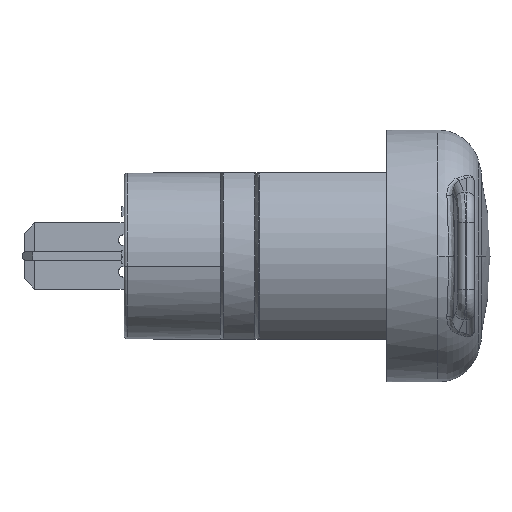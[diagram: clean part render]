
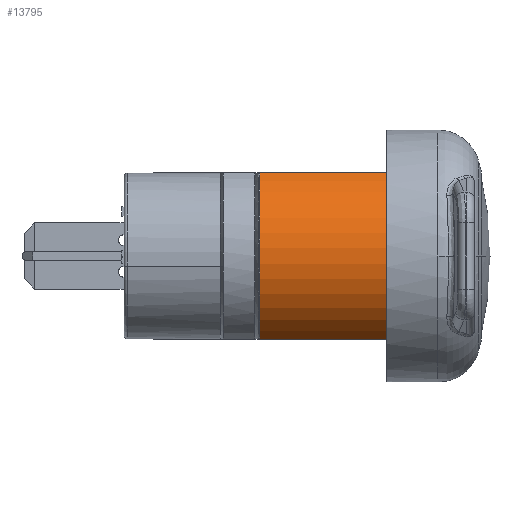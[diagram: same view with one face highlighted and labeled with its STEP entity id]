
A CAD part, left-side view. The second image highlights one B-rep face of the part: STEP entity #13795.
In plain terms, the highlighted cylindrical face has radius 9 mm (diameter 18 mm), a partial arc.
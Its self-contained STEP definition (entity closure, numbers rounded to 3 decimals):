
#63=DIRECTION('',(0.,-1.,0.));
#64=VECTOR('',#63,12.085);
#65=CARTESIAN_POINT('',(-4.312,16.085,-7.9));
#66=LINE('',#65,#64);
#5307=CARTESIAN_POINT('',(0.,4.,0.));
#5308=DIRECTION('',(0.,-1.,0.));
#5309=DIRECTION('',(-0.479,0.,0.878));
#5310=AXIS2_PLACEMENT_3D('',#5307,#5308,#5309);
#5327=CARTESIAN_POINT('',(-4.312,16.085,7.9));
#5329=CARTESIAN_POINT('',(0.,16.085,0.));
#5330=DIRECTION('',(0.,1.,0.));
#5331=DIRECTION('',(-0.479,0.,-0.878));
#5332=AXIS2_PLACEMENT_3D('',#5329,#5330,#5331);
#5534=DIRECTION('',(0.,1.,0.));
#5535=VECTOR('',#5534,12.085);
#5536=CARTESIAN_POINT('',(-4.312,4.,7.9));
#5537=LINE('',#5536,#5535);
#6196=VERTEX_POINT('',#5327);
#6197=CARTESIAN_POINT('',(-4.312,16.085,-7.9));
#6198=VERTEX_POINT('',#6197);
#6401=CARTESIAN_POINT('',(-4.312,4.,7.9));
#6402=CARTESIAN_POINT('',(-4.312,4.,-7.9));
#6403=VERTEX_POINT('',#6401);
#6404=VERTEX_POINT('',#6402);
#13782=CARTESIAN_POINT('',(0.,30.3,0.));
#13783=DIRECTION('',(0.,-1.,0.));
#13784=DIRECTION('',(-0.993,0.,-0.122));
#13785=AXIS2_PLACEMENT_3D('',#13782,#13783,#13784);
#13786=CYLINDRICAL_SURFACE('',#13785,9.);
#13787=ORIENTED_EDGE('',*,*,#6934,.T.);
#13788=ORIENTED_EDGE('',*,*,#6870,.F.);
#13790=ORIENTED_EDGE('',*,*,#13789,.T.);
#13792=ORIENTED_EDGE('',*,*,#13791,.F.);
#13793=EDGE_LOOP('',(#13787,#13788,#13790,#13792));
#13794=FACE_OUTER_BOUND('',#13793,.F.);
#13795=ADVANCED_FACE('',(#13794),#13786,.T.);
#5311=CIRCLE('',#5310,9.);
#5333=CIRCLE('',#5332,9.);
#6870=EDGE_CURVE('',#6198,#6404,#66,.T.);
#6934=EDGE_CURVE('',#6403,#6404,#5311,.T.);
#13789=EDGE_CURVE('',#6198,#6196,#5333,.T.);
#13791=EDGE_CURVE('',#6403,#6196,#5537,.T.);
